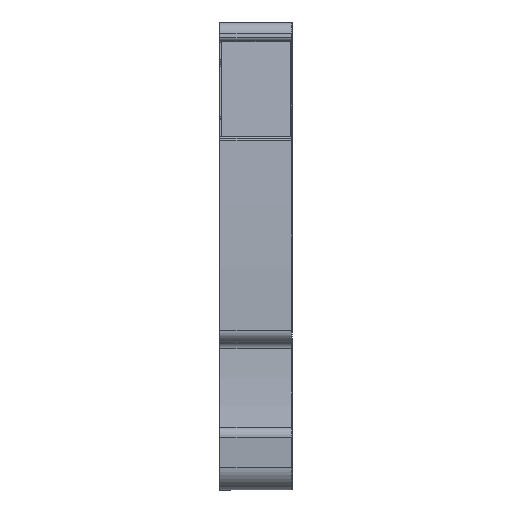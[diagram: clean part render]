
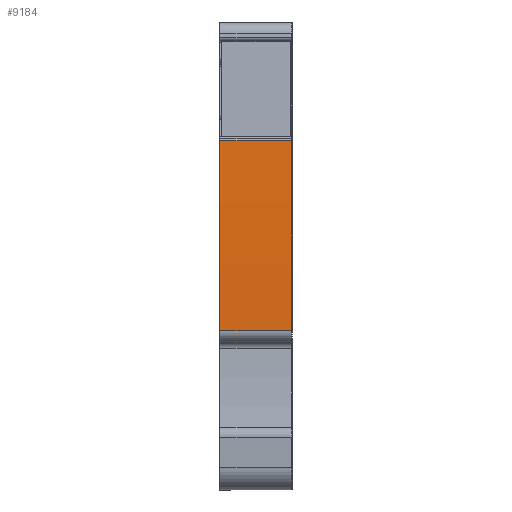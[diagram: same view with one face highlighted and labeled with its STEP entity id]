
A CAD part, front view. The second image highlights one B-rep face of the part: STEP entity #9184.
In plain terms, the highlighted cylindrical face has radius 198.503 mm (diameter 397.006 mm), a partial arc.
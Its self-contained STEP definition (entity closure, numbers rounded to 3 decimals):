
#9149=AXIS2_PLACEMENT_3D('Cylinder Axis2P3D',#9146,#9147,#9148) ;
#9162=AXIS2_PLACEMENT_3D('Circle Axis2P3D',#9160,#9161,$) ;
#9169=AXIS2_PLACEMENT_3D('Circle Axis2P3D',#9167,#9168,$) ;
#9174=AXIS2_PLACEMENT_3D('Circle Axis2P3D',#9172,#9173,$) ;
#9120=CARTESIAN_POINT('Line Origine',(3.05,1.529,13.435)) ;
#9124=CARTESIAN_POINT('Vertex',(0.,1.529,13.435)) ;
#9126=CARTESIAN_POINT('Vertex',(6.05,1.529,13.435)) ;
#9146=CARTESIAN_POINT('Axis2P3D Location',(3.05,200.008,16.501)) ;
#9151=CARTESIAN_POINT('Line Origine',(3.05,1.929,29.464)) ;
#9155=CARTESIAN_POINT('Vertex',(0.,1.929,29.464)) ;
#9157=CARTESIAN_POINT('Vertex',(6.05,1.929,29.464)) ;
#9160=CARTESIAN_POINT('Axis2P3D Location',(0.,200.008,16.501)) ;
#9164=CARTESIAN_POINT('Vertex',(0.,1.528,13.45)) ;
#9167=CARTESIAN_POINT('Axis2P3D Location',(0.,200.008,16.501)) ;
#9172=CARTESIAN_POINT('Axis2P3D Location',(6.05,200.008,16.501)) ;
#9121=DIRECTION('Vector Direction',(1.,0.,0.)) ;
#9147=DIRECTION('Axis2P3D Direction',(1.,0.,0.)) ;
#9148=DIRECTION('Axis2P3D XDirection',(0.,-0.994,0.111)) ;
#9152=DIRECTION('Vector Direction',(1.,0.,0.)) ;
#9161=DIRECTION('Axis2P3D Direction',(1.,0.,0.)) ;
#9168=DIRECTION('Axis2P3D Direction',(1.,0.,0.)) ;
#9173=DIRECTION('Axis2P3D Direction',(1.,0.,0.)) ;
#9122=VECTOR('Line Direction',#9121,1.) ;
#9153=VECTOR('Line Direction',#9152,1.) ;
#9178=ORIENTED_EDGE('',*,*,#9159,.F.) ;
#9179=ORIENTED_EDGE('',*,*,#9166,.T.) ;
#9180=ORIENTED_EDGE('',*,*,#9171,.T.) ;
#9181=ORIENTED_EDGE('',*,*,#9128,.T.) ;
#9182=ORIENTED_EDGE('',*,*,#9176,.F.) ;
#9184=ADVANCED_FACE('MLD_GN',(#9183),#9150,.T.) ;
#9163=CIRCLE('generated circle',#9162,198.503) ;
#9170=CIRCLE('generated circle',#9169,198.503) ;
#9175=CIRCLE('generated circle',#9174,198.503) ;
#9150=CYLINDRICAL_SURFACE('generated cylinder',#9149,198.503) ;
#9128=EDGE_CURVE('',#9125,#9127,#9123,.T.) ;
#9159=EDGE_CURVE('',#9156,#9158,#9154,.T.) ;
#9166=EDGE_CURVE('',#9156,#9165,#9163,.T.) ;
#9171=EDGE_CURVE('',#9165,#9125,#9170,.T.) ;
#9176=EDGE_CURVE('',#9158,#9127,#9175,.T.) ;
#9177=EDGE_LOOP('',(#9178,#9179,#9180,#9181,#9182)) ;
#9183=FACE_OUTER_BOUND('',#9177,.T.) ;
#9123=LINE('Line',#9120,#9122) ;
#9154=LINE('Line',#9151,#9153) ;
#9125=VERTEX_POINT('',#9124) ;
#9127=VERTEX_POINT('',#9126) ;
#9156=VERTEX_POINT('',#9155) ;
#9158=VERTEX_POINT('',#9157) ;
#9165=VERTEX_POINT('',#9164) ;
